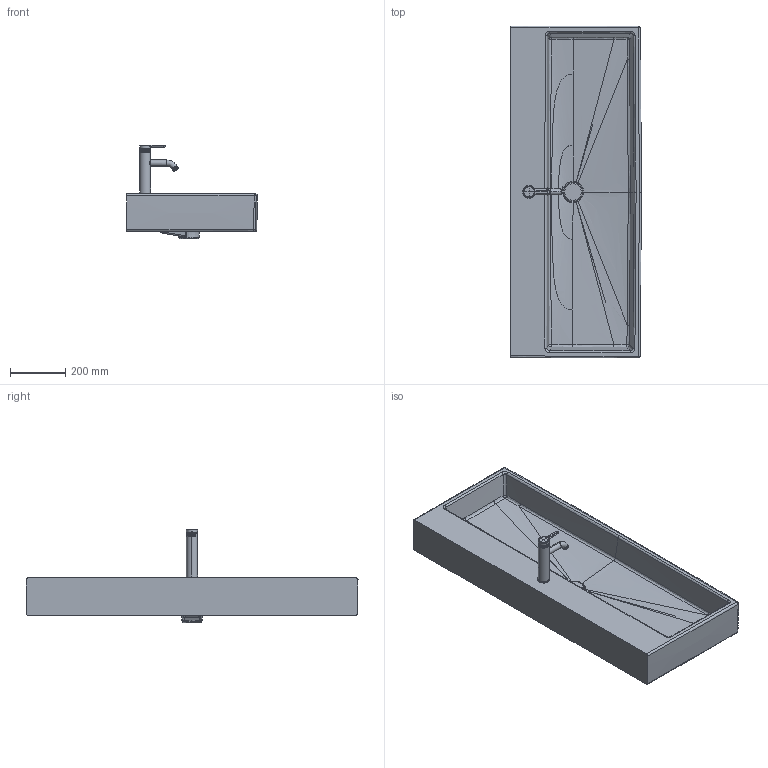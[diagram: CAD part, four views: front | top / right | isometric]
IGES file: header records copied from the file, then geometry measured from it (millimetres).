
Global section: file name: No Iges File Name specified; native system: Autodesk Inventor 2011; preprocessor: AutoDesk Inventor Iges Exporter R2011; author: Administrator; date: 20170704.132530; units: millimetre
Bounding box: 472.29 x 1200.18 x 337.45 mm (x, y, z)
Volume: 22436793.2 mm3; surface area: 2145261.3 mm2
Topology: 8 solids, 11 shells, 539 faces, 1277 edges, 757 vertices
Faces by surface type: bspline 226, revolution 116, plane 95, cylinder 62, torus 27, cone 10, sphere 3
